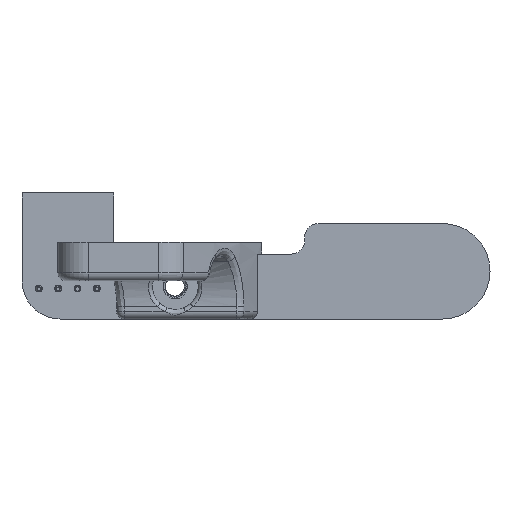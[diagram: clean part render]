
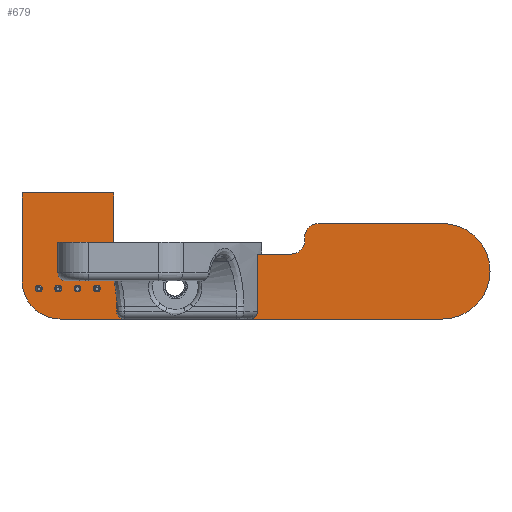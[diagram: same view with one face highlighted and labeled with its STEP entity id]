
A CAD part, top view. The second image highlights one B-rep face of the part: STEP entity #679.
In plain terms, the highlighted planar face has unit normal (0, 0, 1).
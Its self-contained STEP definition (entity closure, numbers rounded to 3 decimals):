
#104 = VERTEX_POINT('',#105);
#105 = CARTESIAN_POINT('',(40.,-7.5,1.599));
#111 = EDGE_CURVE('',#104,#112,#114,.T.);
#112 = VERTEX_POINT('',#113);
#113 = CARTESIAN_POINT('',(40.,4.,1.599));
#114 = LINE('',#115,#116);
#115 = CARTESIAN_POINT('',(40.,-7.5,1.599));
#116 = VECTOR('',#117,1.);
#117 = DIRECTION('',(0.,1.,0.));
#142 = EDGE_CURVE('',#112,#143,#145,.T.);
#143 = VERTEX_POINT('',#144);
#144 = CARTESIAN_POINT('',(52.,4.,1.599));
#145 = LINE('',#146,#147);
#146 = CARTESIAN_POINT('',(40.,4.,1.599));
#147 = VECTOR('',#148,1.);
#148 = DIRECTION('',(1.,0.,0.));
#173 = EDGE_CURVE('',#143,#174,#176,.T.);
#174 = VERTEX_POINT('',#175);
#175 = CARTESIAN_POINT('',(52.,-2.25,1.599));
#176 = LINE('',#177,#178);
#177 = CARTESIAN_POINT('',(52.,4.,1.599));
#178 = VECTOR('',#179,1.);
#179 = DIRECTION('',(0.,-1.,0.));
#204 = EDGE_CURVE('',#174,#205,#207,.T.);
#205 = VERTEX_POINT('',#206);
#206 = CARTESIAN_POINT('',(53.75,-4.,1.599));
#207 = CIRCLE('',#208,1.751);
#208 = AXIS2_PLACEMENT_3D('',#209,#210,#211);
#209 = CARTESIAN_POINT('',(53.751,-2.249,1.599));
#210 = DIRECTION('',(0.,0.,1.));
#211 = DIRECTION('',(-1.,-0.001,0.));
#237 = EDGE_CURVE('',#205,#238,#240,.T.);
#238 = VERTEX_POINT('',#239);
#239 = CARTESIAN_POINT('',(75.25,-4.,1.599));
#240 = LINE('',#241,#242);
#241 = CARTESIAN_POINT('',(53.75,-4.,1.599));
#242 = VECTOR('',#243,1.);
#243 = DIRECTION('',(1.,0.,0.));
#268 = EDGE_CURVE('',#238,#269,#271,.T.);
#269 = VERTEX_POINT('',#270);
#270 = CARTESIAN_POINT('',(77.,-2.25,1.599));
#271 = CIRCLE('',#272,1.751);
#272 = AXIS2_PLACEMENT_3D('',#273,#274,#275);
#273 = CARTESIAN_POINT('',(75.249,-2.249,1.599));
#274 = DIRECTION('',(0.,0.,1.));
#275 = DIRECTION('',(0.001,-1.,0.));
#301 = EDGE_CURVE('',#269,#302,#304,.T.);
#302 = VERTEX_POINT('',#303);
#303 = CARTESIAN_POINT('',(77.,-1.75,1.599));
#304 = LINE('',#305,#306);
#305 = CARTESIAN_POINT('',(77.,-2.25,1.599));
#306 = VECTOR('',#307,1.);
#307 = DIRECTION('',(0.,1.,0.));
#332 = EDGE_CURVE('',#302,#333,#335,.T.);
#333 = VERTEX_POINT('',#334);
#334 = CARTESIAN_POINT('',(78.75,0.,1.599));
#335 = CIRCLE('',#336,1.751);
#336 = AXIS2_PLACEMENT_3D('',#337,#338,#339);
#337 = CARTESIAN_POINT('',(78.751,-1.751,1.599));
#338 = DIRECTION('',(0.,0.,-1.));
#339 = DIRECTION('',(-1.,0.001,0.));
#365 = EDGE_CURVE('',#333,#366,#368,.T.);
#366 = VERTEX_POINT('',#367);
#367 = CARTESIAN_POINT('',(95.,0.,1.599));
#368 = LINE('',#369,#370);
#369 = CARTESIAN_POINT('',(78.75,0.,1.599));
#370 = VECTOR('',#371,1.);
#371 = DIRECTION('',(1.,0.,0.));
#396 = EDGE_CURVE('',#366,#397,#399,.T.);
#397 = VERTEX_POINT('',#398);
#398 = CARTESIAN_POINT('',(95.,-12.5,1.599));
#399 = CIRCLE('',#400,6.25);
#400 = AXIS2_PLACEMENT_3D('',#401,#402,#403);
#401 = CARTESIAN_POINT('',(95.,-6.25,1.599));
#402 = DIRECTION('',(0.,0.,-1.));
#403 = DIRECTION('',(0.,1.,0.));
#429 = EDGE_CURVE('',#397,#430,#432,.T.);
#430 = VERTEX_POINT('',#431);
#431 = CARTESIAN_POINT('',(45.,-12.5,1.599));
#432 = LINE('',#433,#434);
#433 = CARTESIAN_POINT('',(95.,-12.5,1.599));
#434 = VECTOR('',#435,1.);
#435 = DIRECTION('',(-1.,0.,0.));
#460 = EDGE_CURVE('',#430,#104,#461,.T.);
#461 = CIRCLE('',#462,4.998);
#462 = AXIS2_PLACEMENT_3D('',#463,#464,#465);
#463 = CARTESIAN_POINT('',(44.998,-7.502,1.599));
#464 = DIRECTION('',(0.,0.,-1.));
#465 = DIRECTION('',(0.,-1.,0.));
#486 = VERTEX_POINT('',#487);
#487 = CARTESIAN_POINT('',(45.18,-8.5,1.599));
#493 = EDGE_CURVE('',#486,#486,#494,.T.);
#494 = CIRCLE('',#495,0.45);
#495 = AXIS2_PLACEMENT_3D('',#496,#497,#498);
#496 = CARTESIAN_POINT('',(44.73,-8.5,1.599));
#497 = DIRECTION('',(0.,0.,1.));
#498 = DIRECTION('',(1.,0.,0.));
#519 = VERTEX_POINT('',#520);
#520 = CARTESIAN_POINT('',(42.64,-8.5,1.599));
#526 = EDGE_CURVE('',#519,#519,#527,.T.);
#527 = CIRCLE('',#528,0.45);
#528 = AXIS2_PLACEMENT_3D('',#529,#530,#531);
#529 = CARTESIAN_POINT('',(42.19,-8.5,1.599));
#530 = DIRECTION('',(0.,0.,1.));
#531 = DIRECTION('',(1.,0.,0.));
#552 = VERTEX_POINT('',#553);
#553 = CARTESIAN_POINT('',(62.11,-8.25,1.599));
#559 = EDGE_CURVE('',#552,#552,#560,.T.);
#560 = CIRCLE('',#561,2.11);
#561 = AXIS2_PLACEMENT_3D('',#562,#563,#564);
#562 = CARTESIAN_POINT('',(60.,-8.25,1.599));
#563 = DIRECTION('',(0.,0.,1.));
#564 = DIRECTION('',(1.,0.,0.));
#585 = VERTEX_POINT('',#586);
#586 = CARTESIAN_POINT('',(47.72,-8.5,1.599));
#592 = EDGE_CURVE('',#585,#585,#593,.T.);
#593 = CIRCLE('',#594,0.45);
#594 = AXIS2_PLACEMENT_3D('',#595,#596,#597);
#595 = CARTESIAN_POINT('',(47.27,-8.5,1.599));
#596 = DIRECTION('',(0.,0.,1.));
#597 = DIRECTION('',(1.,0.,0.));
#618 = VERTEX_POINT('',#619);
#619 = CARTESIAN_POINT('',(50.26,-8.5,1.599));
#625 = EDGE_CURVE('',#618,#618,#626,.T.);
#626 = CIRCLE('',#627,0.45);
#627 = AXIS2_PLACEMENT_3D('',#628,#629,#630);
#628 = CARTESIAN_POINT('',(49.81,-8.5,1.599));
#629 = DIRECTION('',(0.,0.,1.));
#630 = DIRECTION('',(1.,0.,0.));
#679 = ADVANCED_FACE('',(#680,#694,#697,#700,#703,#706),#709,.T.);
#680 = FACE_BOUND('',#681,.F.);
#681 = EDGE_LOOP('',(#682,#683,#684,#685,#686,#687,#688,#689,#690,#691,
    #692,#693));
#682 = ORIENTED_EDGE('',*,*,#111,.T.);
#683 = ORIENTED_EDGE('',*,*,#142,.T.);
#684 = ORIENTED_EDGE('',*,*,#173,.T.);
#685 = ORIENTED_EDGE('',*,*,#204,.T.);
#686 = ORIENTED_EDGE('',*,*,#237,.T.);
#687 = ORIENTED_EDGE('',*,*,#268,.T.);
#688 = ORIENTED_EDGE('',*,*,#301,.T.);
#689 = ORIENTED_EDGE('',*,*,#332,.T.);
#690 = ORIENTED_EDGE('',*,*,#365,.T.);
#691 = ORIENTED_EDGE('',*,*,#396,.T.);
#692 = ORIENTED_EDGE('',*,*,#429,.T.);
#693 = ORIENTED_EDGE('',*,*,#460,.T.);
#694 = FACE_BOUND('',#695,.T.);
#695 = EDGE_LOOP('',(#696));
#696 = ORIENTED_EDGE('',*,*,#493,.F.);
#697 = FACE_BOUND('',#698,.T.);
#698 = EDGE_LOOP('',(#699));
#699 = ORIENTED_EDGE('',*,*,#526,.F.);
#700 = FACE_BOUND('',#701,.T.);
#701 = EDGE_LOOP('',(#702));
#702 = ORIENTED_EDGE('',*,*,#559,.F.);
#703 = FACE_BOUND('',#704,.T.);
#704 = EDGE_LOOP('',(#705));
#705 = ORIENTED_EDGE('',*,*,#592,.F.);
#706 = FACE_BOUND('',#707,.T.);
#707 = EDGE_LOOP('',(#708));
#708 = ORIENTED_EDGE('',*,*,#625,.F.);
#709 = PLANE('',#710);
#710 = AXIS2_PLACEMENT_3D('',#711,#712,#713);
#711 = CARTESIAN_POINT('',(40.,-7.5,1.599));
#712 = DIRECTION('',(0.,0.,1.));
#713 = DIRECTION('',(1.,0.,0.));
